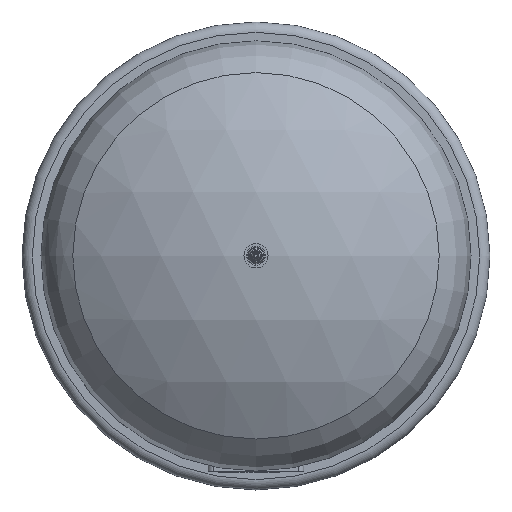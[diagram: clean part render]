
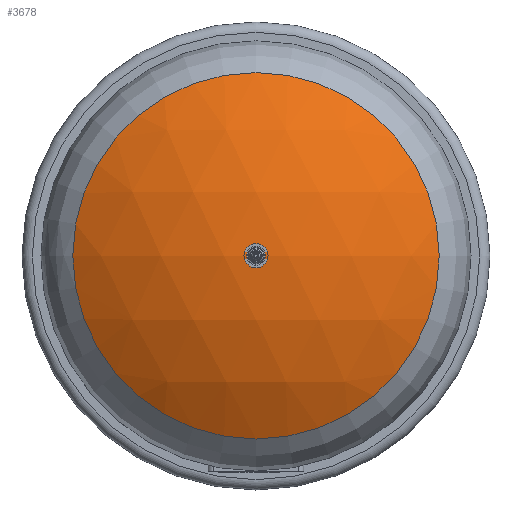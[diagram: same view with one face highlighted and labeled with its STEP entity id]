
A CAD part, top view. The second image highlights one B-rep face of the part: STEP entity #3678.
In plain terms, the highlighted spherical face has radius 200.9 mm.
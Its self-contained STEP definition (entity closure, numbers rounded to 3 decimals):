
#15=SPHERICAL_SURFACE('',#4093,200.9);
#394=FACE_OUTER_BOUND('',#644,.T.);
#644=EDGE_LOOP('',(#3331));
#857=CIRCLE('',#4094,106.483);
#1826=VERTEX_POINT('',#6355);
#2333=EDGE_CURVE('',#1826,#1826,#857,.T.);
#3331=ORIENTED_EDGE('',*,*,#2333,.T.);
#3678=ADVANCED_FACE('',(#394),#15,.T.);
#4093=AXIS2_PLACEMENT_3D('',#6354,#5197,#5198);
#4094=AXIS2_PLACEMENT_3D('',#6356,#5199,#5200);
#5197=DIRECTION('center_axis',(0.,-1.,0.));
#5198=DIRECTION('ref_axis',(1.,0.,0.));
#5199=DIRECTION('center_axis',(0.,0.,1.));
#5200=DIRECTION('ref_axis',(-1.,0.,0.));
#6354=CARTESIAN_POINT('Origin',(0.,0.,22.1));
#6355=CARTESIAN_POINT('',(-106.483,0.,192.459));
#6356=CARTESIAN_POINT('Origin',(0.,0.,192.459));
